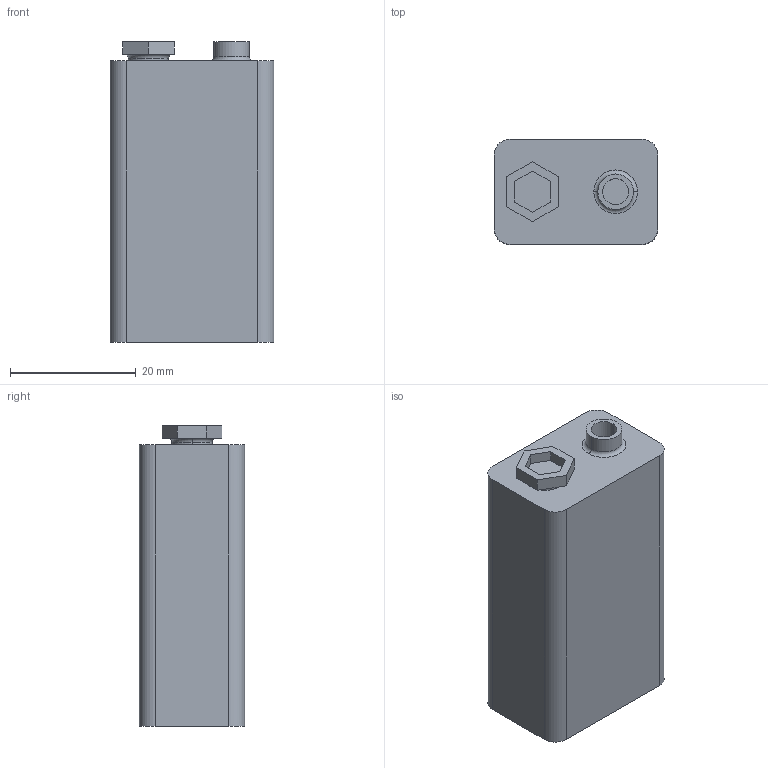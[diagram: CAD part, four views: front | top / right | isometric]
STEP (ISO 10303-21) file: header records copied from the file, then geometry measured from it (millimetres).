
FILE_DESCRIPTION (( 'STEP AP214' ), '1' );
FILE_NAME ('9V Battery.STEP', '2023-03-23T01:31:22', ( '' ), ( '' ), 'SwSTEP 2.0', 'SolidWorks 2022', '' );
FILE_SCHEMA (( 'AUTOMOTIVE_DESIGN' ));
Length unit declared in the file: inch
Products named in the file (1): 9V Battery
Bounding box: 26.06 x 16.76 x 47.9 mm (x, y, z)
Volume: 19491.3 mm3; surface area: 4759.5 mm2
Topology: 1 solids, 1 shells, 37 faces, 86 edges, 56 vertices
Faces by surface type: plane 23, cylinder 10, torus 4
Entity records: 1447 total; most frequent: DIRECTION 190, CARTESIAN_POINT 180, ORIENTED_EDGE 172, EDGE_CURVE 86, AXIS2_PLACEMENT_3D 66, LINE 58, VECTOR 58, VERTEX_POINT 56
